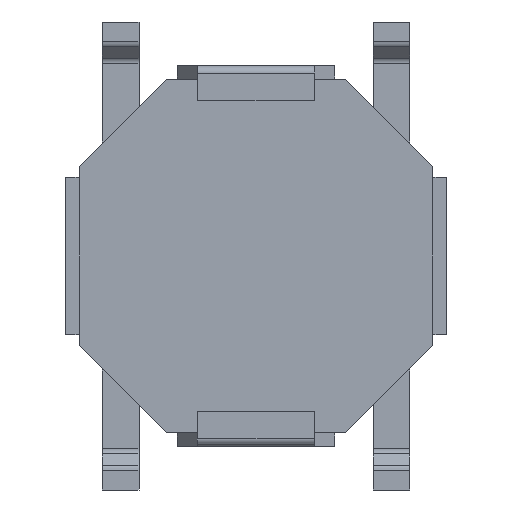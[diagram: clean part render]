
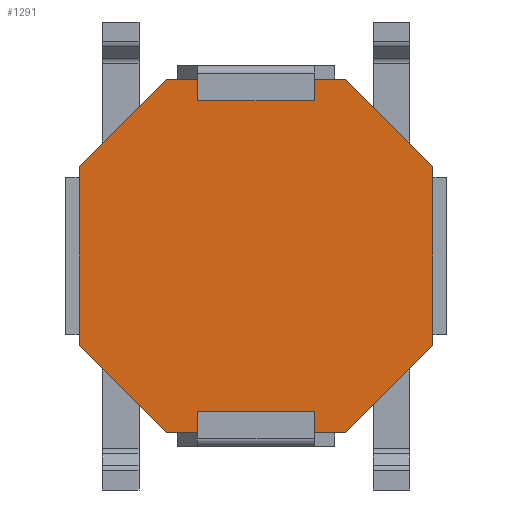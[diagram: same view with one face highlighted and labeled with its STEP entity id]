
A CAD part, front view. The second image highlights one B-rep face of the part: STEP entity #1291.
In plain terms, the highlighted planar face has unit normal (0, -1, 0).
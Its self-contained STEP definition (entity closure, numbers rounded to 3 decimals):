
#48 = PLANE ( 'NONE',  #1808 ) ;
#190 = VECTOR ( 'NONE', #5855, 1000. ) ;
#405 = LINE ( 'NONE', #2567, #3239 ) ;
#430 = CARTESIAN_POINT ( 'NONE',  ( -1.218, 0.2, 2.42 ) ) ;
#442 = DIRECTION ( 'NONE',  ( 0., 0., 1. ) ) ;
#840 = LINE ( 'NONE', #5334, #4467 ) ;
#882 = VERTEX_POINT ( 'NONE', #5583 ) ;
#919 = CARTESIAN_POINT ( 'NONE',  ( 1.218, 0.2, 2.42 ) ) ;
#956 = ORIENTED_EDGE ( 'NONE', *, *, #2011, .F. ) ;
#1030 = CARTESIAN_POINT ( 'NONE',  ( -2.42, 0.2, 1.218 ) ) ;
#1089 = DIRECTION ( 'NONE',  ( -0.707, 0., 0.707 ) ) ;
#1232 = LINE ( 'NONE', #1292, #3597 ) ;
#1256 = ORIENTED_EDGE ( 'NONE', *, *, #5297, .F. ) ;
#1291 = ADVANCED_FACE ( 'NONE', ( #5851 ), #48, .F. ) ;
#1292 = CARTESIAN_POINT ( 'NONE',  ( -1.218, 0.2, 2.42 ) ) ;
#1363 = DIRECTION ( 'NONE',  ( -0.707, 0., -0.707 ) ) ;
#1388 = DIRECTION ( 'NONE',  ( 0., 0., 1. ) ) ;
#1447 = LINE ( 'NONE', #1926, #2956 ) ;
#1650 = EDGE_CURVE ( 'NONE', #1735, #882, #2264, .T. ) ;
#1735 = VERTEX_POINT ( 'NONE', #4170 ) ;
#1808 = AXIS2_PLACEMENT_3D ( 'NONE', #2703, #4502, #442 ) ;
#1812 = DIRECTION ( 'NONE',  ( 0., 0., -1. ) ) ;
#1830 = EDGE_CURVE ( 'NONE', #5533, #3637, #2587, .T. ) ;
#1926 = CARTESIAN_POINT ( 'NONE',  ( 2.42, 0.2, -1.218 ) ) ;
#2011 = EDGE_CURVE ( 'NONE', #2048, #1735, #5604, .T. ) ;
#2048 = VERTEX_POINT ( 'NONE', #3366 ) ;
#2237 = CARTESIAN_POINT ( 'NONE',  ( -2.42, 0.2, -1.218 ) ) ;
#2254 = VERTEX_POINT ( 'NONE', #430 ) ;
#2264 = LINE ( 'NONE', #2237, #2450 ) ;
#2311 = CARTESIAN_POINT ( 'NONE',  ( 2.42, 0.2, -1.218 ) ) ;
#2366 = ORIENTED_EDGE ( 'NONE', *, *, #5325, .F. ) ;
#2450 = VECTOR ( 'NONE', #1388, 1000. ) ;
#2567 = CARTESIAN_POINT ( 'NONE',  ( 2.42, 0.2, 1.218 ) ) ;
#2587 = LINE ( 'NONE', #919, #190 ) ;
#2703 = CARTESIAN_POINT ( 'NONE',  ( 0., 0.2, 0. ) ) ;
#2767 = DIRECTION ( 'NONE',  ( 0.707, 0., 0.707 ) ) ;
#2820 = LINE ( 'NONE', #1030, #2862 ) ;
#2835 = VECTOR ( 'NONE', #1089, 1000. ) ;
#2862 = VECTOR ( 'NONE', #2767, 1000. ) ;
#2864 = EDGE_CURVE ( 'NONE', #2254, #5533, #1232, .T. ) ;
#2910 = CARTESIAN_POINT ( 'NONE',  ( 1.218, 0.2, -2.42 ) ) ;
#2956 = VECTOR ( 'NONE', #1363, 1000. ) ;
#3239 = VECTOR ( 'NONE', #1812, 1000. ) ;
#3311 = ORIENTED_EDGE ( 'NONE', *, *, #4383, .F. ) ;
#3366 = CARTESIAN_POINT ( 'NONE',  ( -1.218, 0.2, -2.42 ) ) ;
#3481 = DIRECTION ( 'NONE',  ( -1., 0., 0. ) ) ;
#3579 = ORIENTED_EDGE ( 'NONE', *, *, #1650, .F. ) ;
#3597 = VECTOR ( 'NONE', #4833, 1000. ) ;
#3637 = VERTEX_POINT ( 'NONE', #5139 ) ;
#3938 = VERTEX_POINT ( 'NONE', #2311 ) ;
#4170 = CARTESIAN_POINT ( 'NONE',  ( -2.42, 0.2, -1.218 ) ) ;
#4239 = ORIENTED_EDGE ( 'NONE', *, *, #1830, .F. ) ;
#4253 = CARTESIAN_POINT ( 'NONE',  ( -1.218, 0.2, -2.42 ) ) ;
#4275 = CARTESIAN_POINT ( 'NONE',  ( 1.218, 0.2, 2.42 ) ) ;
#4310 = ORIENTED_EDGE ( 'NONE', *, *, #5859, .F. ) ;
#4383 = EDGE_CURVE ( 'NONE', #882, #2254, #2820, .T. ) ;
#4467 = VECTOR ( 'NONE', #3481, 1000. ) ;
#4502 = DIRECTION ( 'NONE',  ( 0., 1., 0. ) ) ;
#4833 = DIRECTION ( 'NONE',  ( 1., 0., 0. ) ) ;
#5139 = CARTESIAN_POINT ( 'NONE',  ( 2.42, 0.2, 1.218 ) ) ;
#5269 = ORIENTED_EDGE ( 'NONE', *, *, #2864, .F. ) ;
#5297 = EDGE_CURVE ( 'NONE', #3637, #3938, #405, .T. ) ;
#5307 = EDGE_LOOP ( 'NONE', ( #5269, #3311, #3579, #956, #2366, #4310, #1256, #4239 ) ) ;
#5325 = EDGE_CURVE ( 'NONE', #5580, #2048, #840, .T. ) ;
#5334 = CARTESIAN_POINT ( 'NONE',  ( 1.218, 0.2, -2.42 ) ) ;
#5533 = VERTEX_POINT ( 'NONE', #4275 ) ;
#5580 = VERTEX_POINT ( 'NONE', #2910 ) ;
#5583 = CARTESIAN_POINT ( 'NONE',  ( -2.42, 0.2, 1.218 ) ) ;
#5604 = LINE ( 'NONE', #4253, #2835 ) ;
#5851 = FACE_OUTER_BOUND ( 'NONE', #5307, .T. ) ;
#5855 = DIRECTION ( 'NONE',  ( 0.707, 0., -0.707 ) ) ;
#5859 = EDGE_CURVE ( 'NONE', #3938, #5580, #1447, .T. ) ;
